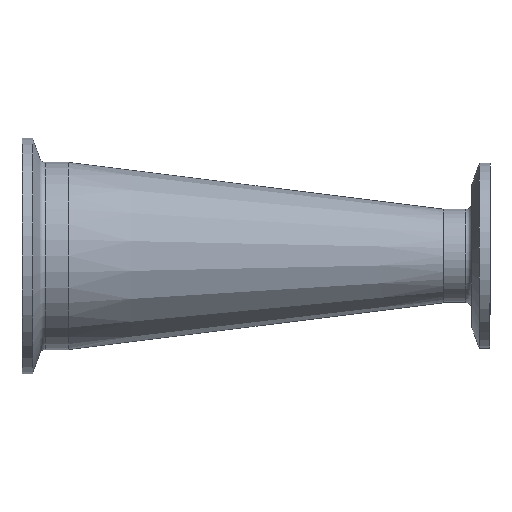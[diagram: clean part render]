
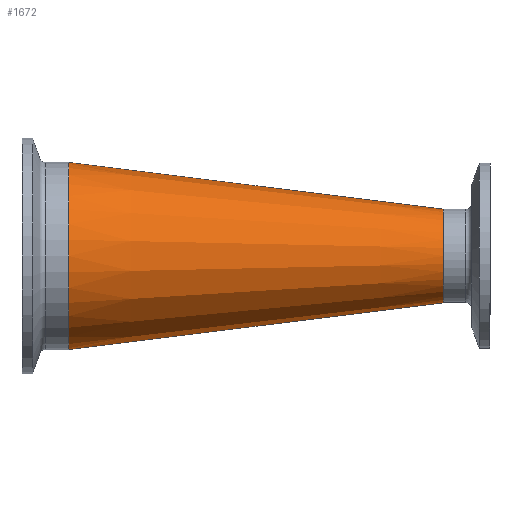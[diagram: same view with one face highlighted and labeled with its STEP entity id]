
A CAD part, left-side view. The second image highlights one B-rep face of the part: STEP entity #1672.
In plain terms, the highlighted conical face has half-angle 7.125 degrees and reference radius 12.7 mm.
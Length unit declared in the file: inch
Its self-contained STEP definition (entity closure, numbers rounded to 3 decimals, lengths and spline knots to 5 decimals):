
#105 = LINE ( 'NONE', #324, #615 ) ;
#128 = CARTESIAN_POINT ( 'NONE',  ( 0., 4., 1. ) ) ;
#131 = CARTESIAN_POINT ( 'NONE',  ( 0., 0., -0.5 ) ) ;
#137 = DIRECTION ( 'NONE',  ( 0., 0., 1. ) ) ;
#181 = DIRECTION ( 'NONE',  ( 0., 0.992, 0.124 ) ) ;
#191 = VERTEX_POINT ( 'NONE', #671 ) ;
#229 = ORIENTED_EDGE ( 'NONE', *, *, #660, .T. ) ;
#281 = VECTOR ( 'NONE', #567, 39.37008 ) ;
#324 = CARTESIAN_POINT ( 'NONE',  ( 0., 0., 0.5 ) ) ;
#348 = EDGE_CURVE ( 'NONE', #191, #639, #627, .T. ) ;
#368 = ORIENTED_EDGE ( 'NONE', *, *, #1573, .F. ) ;
#424 = ORIENTED_EDGE ( 'NONE', *, *, #348, .F. ) ;
#432 = CONICAL_SURFACE ( 'NONE', #1224, 0.5, 0.124 ) ;
#442 = DIRECTION ( 'NONE',  ( 0., 0., 1. ) ) ;
#561 = CARTESIAN_POINT ( 'NONE',  ( 0., 4., 0. ) ) ;
#567 = DIRECTION ( 'NONE',  ( 0., 0.992, -0.124 ) ) ;
#615 = VECTOR ( 'NONE', #181, 39.37008 ) ;
#616 = VERTEX_POINT ( 'NONE', #1638 ) ;
#627 = CIRCLE ( 'NONE', #708, 1. ) ;
#639 = VERTEX_POINT ( 'NONE', #128 ) ;
#656 = LINE ( 'NONE', #131, #281 ) ;
#660 = EDGE_CURVE ( 'NONE', #616, #1186, #1059, .T. ) ;
#671 = CARTESIAN_POINT ( 'NONE',  ( 0., 4., -1. ) ) ;
#707 = DIRECTION ( 'NONE',  ( 0., 1., 0. ) ) ;
#708 = AXIS2_PLACEMENT_3D ( 'NONE', #561, #707, #1667 ) ;
#832 = CARTESIAN_POINT ( 'NONE',  ( 0., 0., 0. ) ) ;
#852 = DIRECTION ( 'NONE',  ( 0., 1., 0. ) ) ;
#858 = CARTESIAN_POINT ( 'NONE',  ( 0., 0., 0. ) ) ;
#884 = EDGE_LOOP ( 'NONE', ( #368, #229, #1582, #424 ) ) ;
#966 = DIRECTION ( 'NONE',  ( 0., 1., 0. ) ) ;
#1059 = CIRCLE ( 'NONE', #1598, 0.5 ) ;
#1186 = VERTEX_POINT ( 'NONE', #1668 ) ;
#1224 = AXIS2_PLACEMENT_3D ( 'NONE', #832, #966, #137 ) ;
#1573 = EDGE_CURVE ( 'NONE', #616, #191, #656, .T. ) ;
#1582 = ORIENTED_EDGE ( 'NONE', *, *, #1726, .T. ) ;
#1598 = AXIS2_PLACEMENT_3D ( 'NONE', #858, #852, #442 ) ;
#1638 = CARTESIAN_POINT ( 'NONE',  ( 0., 0., -0.5 ) ) ;
#1667 = DIRECTION ( 'NONE',  ( 0., 0., 1. ) ) ;
#1668 = CARTESIAN_POINT ( 'NONE',  ( 0., 0., 0.5 ) ) ;
#1672 = ADVANCED_FACE ( 'NONE', ( #1707 ), #432, .T. ) ;
#1707 = FACE_OUTER_BOUND ( 'NONE', #884, .T. ) ;
#1726 = EDGE_CURVE ( 'NONE', #1186, #639, #105, .T. ) ;
